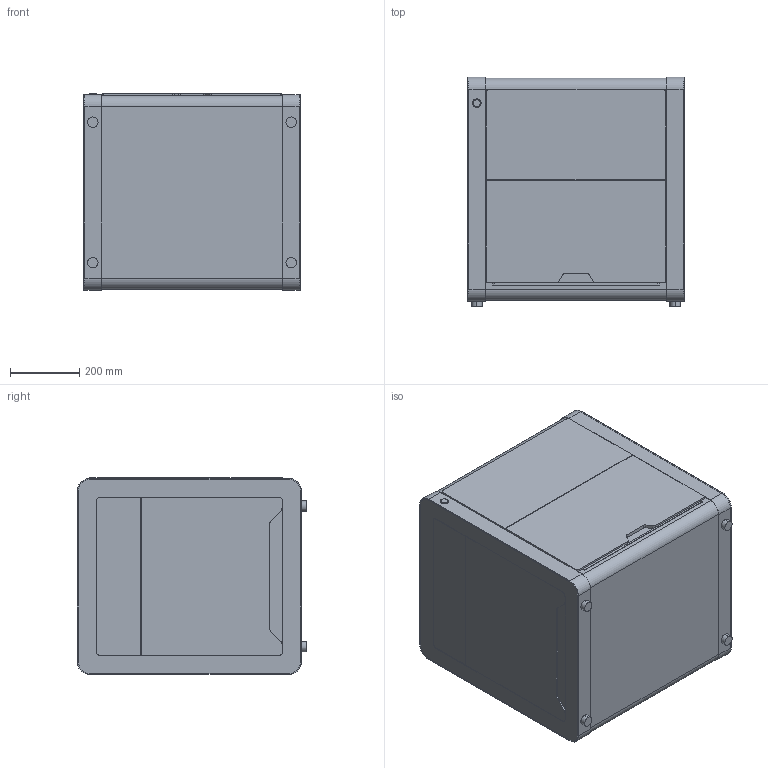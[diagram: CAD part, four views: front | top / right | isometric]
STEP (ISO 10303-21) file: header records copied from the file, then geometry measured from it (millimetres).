
FILE_DESCRIPTION (( 'STEP AP214' ), '1' );
FILE_NAME ('OT-2 Reference Model Basic.STEP', '2018-04-18T18:01:00', ( '' ), ( '' ), 'SwSTEP 2.0', 'SolidWorks 2016', '' );
FILE_SCHEMA (( 'AUTOMOTIVE_DESIGN' ));
Length unit declared in the file: millimetre
Products named in the file (1): OT-2 Reference Model Basic
Bounding box: 624.3 x 662 x 567.45 mm (x, y, z)
Volume: 224551903.3 mm3; surface area: 2320045.2 mm2
Topology: 1 solids, 1 shells, 175 faces, 472 edges, 314 vertices
Faces by surface type: plane 105, cylinder 68, cone 2
Entity records: 5546 total; most frequent: DIRECTION 966, CARTESIAN_POINT 962, ORIENTED_EDGE 944, EDGE_CURVE 472, LINE 330, VECTOR 330, AXIS2_PLACEMENT_3D 318, VERTEX_POINT 314
